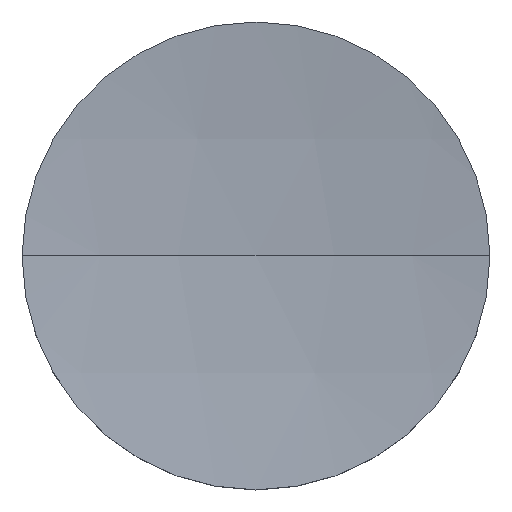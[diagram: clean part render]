
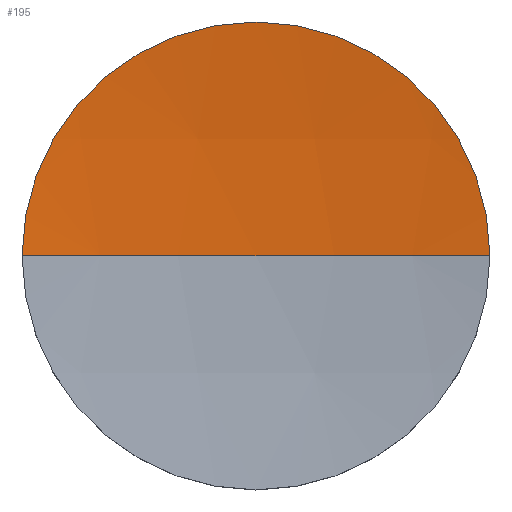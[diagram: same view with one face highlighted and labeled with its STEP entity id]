
A CAD part, top view. The second image highlights one B-rep face of the part: STEP entity #195.
In plain terms, the highlighted spherical face has radius 200 mm.
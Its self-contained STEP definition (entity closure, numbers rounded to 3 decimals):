
#11 = AXIS2_PLACEMENT_3D ( 'NONE', #114, #176, #56 ) ;
#15 = VERTEX_POINT ( 'NONE', #21 ) ;
#19 = VERTEX_POINT ( 'NONE', #81 ) ;
#21 = CARTESIAN_POINT ( 'NONE',  ( -25.4, 0., 10. ) ) ;
#24 = CARTESIAN_POINT ( 'NONE',  ( 0., 0., 208.381 ) ) ;
#27 = EDGE_CURVE ( 'NONE', #15, #76, #104, .T. ) ;
#42 = CARTESIAN_POINT ( 'NONE',  ( 0., 0., 8.381 ) ) ;
#45 = AXIS2_PLACEMENT_3D ( 'NONE', #135, #196, #86 ) ;
#50 = CIRCLE ( 'NONE', #163, 200. ) ;
#52 = EDGE_CURVE ( 'NONE', #19, #76, #50, .T. ) ;
#56 = DIRECTION ( 'NONE',  ( 1., 0., 0. ) ) ;
#67 = DIRECTION ( 'NONE',  ( 0., 0., 1. ) ) ;
#73 = AXIS2_PLACEMENT_3D ( 'NONE', #24, #145, #173 ) ;
#76 = VERTEX_POINT ( 'NONE', #42 ) ;
#79 = EDGE_LOOP ( 'NONE', ( #186, #185, #169 ) ) ;
#81 = CARTESIAN_POINT ( 'NONE',  ( 25.4, 0., 10. ) ) ;
#85 = SPHERICAL_SURFACE ( 'NONE', #45, 200. ) ;
#86 = DIRECTION ( 'NONE',  ( 1., 0., 0. ) ) ;
#88 = CIRCLE ( 'NONE', #11, 25.4 ) ;
#104 = CIRCLE ( 'NONE', #73, 200. ) ;
#113 = CARTESIAN_POINT ( 'NONE',  ( 0., 0., 208.381 ) ) ;
#114 = CARTESIAN_POINT ( 'NONE',  ( 0., 0., 10. ) ) ;
#118 = FACE_OUTER_BOUND ( 'NONE', #79, .T. ) ;
#135 = CARTESIAN_POINT ( 'NONE',  ( 0., 0., 208.381 ) ) ;
#144 = DIRECTION ( 'NONE',  ( 0., 1., 0. ) ) ;
#145 = DIRECTION ( 'NONE',  ( 0., -1., 0. ) ) ;
#163 = AXIS2_PLACEMENT_3D ( 'NONE', #113, #144, #67 ) ;
#169 = ORIENTED_EDGE ( 'NONE', *, *, #52, .F. ) ;
#173 = DIRECTION ( 'NONE',  ( 1., 0., 0. ) ) ;
#176 = DIRECTION ( 'NONE',  ( 0., 0., -1. ) ) ;
#177 = EDGE_CURVE ( 'NONE', #15, #19, #88, .T. ) ;
#185 = ORIENTED_EDGE ( 'NONE', *, *, #27, .T. ) ;
#186 = ORIENTED_EDGE ( 'NONE', *, *, #177, .F. ) ;
#195 = ADVANCED_FACE ( 'NONE', ( #118 ), #85, .F. ) ;
#196 = DIRECTION ( 'NONE',  ( 0., -1., 0. ) ) ;
